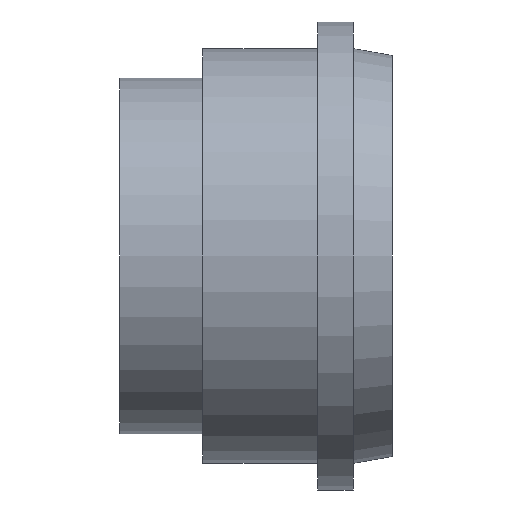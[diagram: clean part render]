
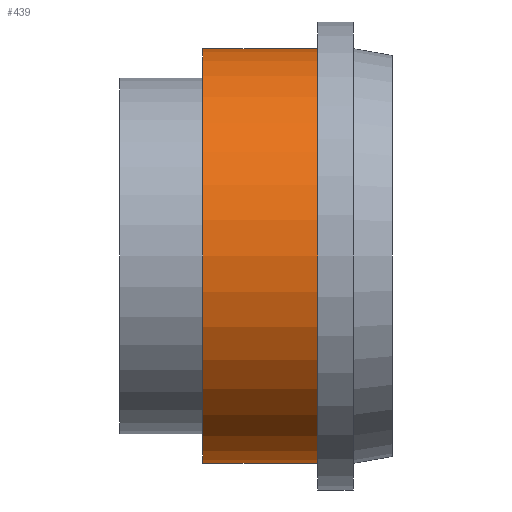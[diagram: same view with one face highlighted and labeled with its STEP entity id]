
A CAD part, front view. The second image highlights one B-rep face of the part: STEP entity #439.
In plain terms, the highlighted cylindrical face has radius 17.5 mm (diameter 35 mm), a partial arc.
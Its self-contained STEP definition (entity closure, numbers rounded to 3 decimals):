
#12 = CYLINDRICAL_SURFACE ( 'NONE', #271, 17.5 ) ;
#53 = CARTESIAN_POINT ( 'NONE',  ( -45.952, 0., 0. ) ) ;
#73 = CARTESIAN_POINT ( 'NONE',  ( -45.952, 0., 17.5 ) ) ;
#115 = DIRECTION ( 'NONE',  ( 0., 0., 1. ) ) ;
#118 = CIRCLE ( 'NONE', #395, 17.5 ) ;
#133 = VERTEX_POINT ( 'NONE', #407 ) ;
#161 = CIRCLE ( 'NONE', #324, 17.5 ) ;
#170 = VERTEX_POINT ( 'NONE', #261 ) ;
#177 = VECTOR ( 'NONE', #488, 1000. ) ;
#201 = EDGE_CURVE ( 'NONE', #133, #289, #118, .T. ) ;
#209 = DIRECTION ( 'NONE',  ( 0., 0., 1. ) ) ;
#236 = DIRECTION ( 'NONE',  ( -1., 0., 0. ) ) ;
#246 = FACE_OUTER_BOUND ( 'NONE', #346, .T. ) ;
#261 = CARTESIAN_POINT ( 'NONE',  ( -6.302, 0., -17.5 ) ) ;
#264 = LINE ( 'NONE', #413, #177 ) ;
#266 = EDGE_CURVE ( 'NONE', #170, #351, #161, .T. ) ;
#271 = AXIS2_PLACEMENT_3D ( 'NONE', #53, #392, #209 ) ;
#272 = ORIENTED_EDGE ( 'NONE', *, *, #266, .T. ) ;
#283 = ORIENTED_EDGE ( 'NONE', *, *, #284, .F. ) ;
#284 = EDGE_CURVE ( 'NONE', #170, #133, #264, .T. ) ;
#289 = VERTEX_POINT ( 'NONE', #305 ) ;
#300 = DIRECTION ( 'NONE',  ( 0., 0., 1. ) ) ;
#305 = CARTESIAN_POINT ( 'NONE',  ( -16., 0., 17.5 ) ) ;
#311 = EDGE_CURVE ( 'NONE', #351, #289, #384, .T. ) ;
#324 = AXIS2_PLACEMENT_3D ( 'NONE', #415, #451, #115 ) ;
#342 = CARTESIAN_POINT ( 'NONE',  ( -6.302, 0., 17.5 ) ) ;
#346 = EDGE_LOOP ( 'NONE', ( #283, #272, #461, #394 ) ) ;
#351 = VERTEX_POINT ( 'NONE', #342 ) ;
#369 = DIRECTION ( 'NONE',  ( -1., 0., 0. ) ) ;
#384 = LINE ( 'NONE', #73, #425 ) ;
#392 = DIRECTION ( 'NONE',  ( -1., 0., 0. ) ) ;
#394 = ORIENTED_EDGE ( 'NONE', *, *, #201, .F. ) ;
#395 = AXIS2_PLACEMENT_3D ( 'NONE', #406, #369, #300 ) ;
#406 = CARTESIAN_POINT ( 'NONE',  ( -16., 0., 0. ) ) ;
#407 = CARTESIAN_POINT ( 'NONE',  ( -16., 0., -17.5 ) ) ;
#413 = CARTESIAN_POINT ( 'NONE',  ( -45.952, 0., -17.5 ) ) ;
#415 = CARTESIAN_POINT ( 'NONE',  ( -6.302, 0., 0. ) ) ;
#425 = VECTOR ( 'NONE', #236, 1000. ) ;
#439 = ADVANCED_FACE ( 'NONE', ( #246 ), #12, .T. ) ;
#451 = DIRECTION ( 'NONE',  ( -1., 0., 0. ) ) ;
#461 = ORIENTED_EDGE ( 'NONE', *, *, #311, .T. ) ;
#488 = DIRECTION ( 'NONE',  ( -1., 0., 0. ) ) ;
